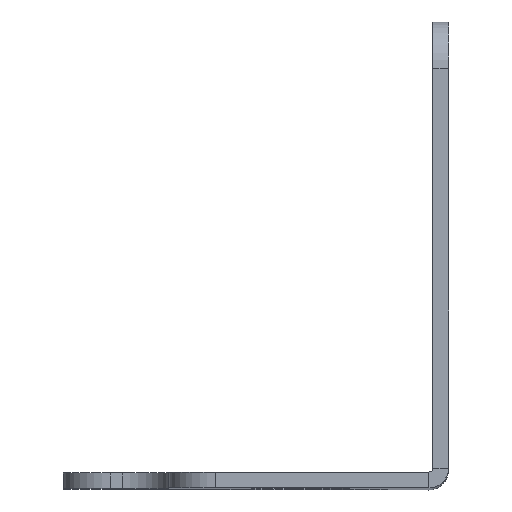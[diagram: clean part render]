
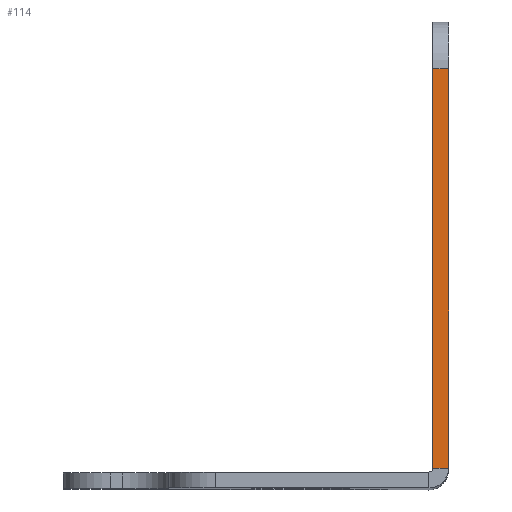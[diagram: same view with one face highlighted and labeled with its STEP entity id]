
A CAD part, top view. The second image highlights one B-rep face of the part: STEP entity #114.
In plain terms, the highlighted planar face has unit normal (0, 0, 1).
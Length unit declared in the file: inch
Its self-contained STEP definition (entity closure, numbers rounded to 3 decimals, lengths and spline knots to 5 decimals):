
#84 = EDGE_CURVE ( 'NONE', #1465, #1516, #1683, .T. ) ;
#114 = ADVANCED_FACE ( 'NONE', ( #1487 ), #1790, .T. ) ;
#123 = EDGE_CURVE ( 'NONE', #1516, #1518, #1508, .T. ) ;
#210 = EDGE_CURVE ( 'NONE', #1853, #1518, #432, .T. ) ;
#213 = EDGE_CURVE ( 'NONE', #1853, #1465, #395, .T. ) ;
#395 = LINE ( 'NONE', #436, #872 ) ;
#429 = CARTESIAN_POINT ( 'NONE',  ( -0.034, 0.61, 1.3 ) ) ;
#430 = DIRECTION ( 'NONE',  ( 0., -1., 0. ) ) ;
#432 = LINE ( 'NONE', #429, #946 ) ;
#436 = CARTESIAN_POINT ( 'NONE',  ( -0.034, 0.61, 1.3 ) ) ;
#443 = DIRECTION ( 'NONE',  ( 1., 0., 0. ) ) ;
#527 = CARTESIAN_POINT ( 'NONE',  ( 0., 0.61, 1.3 ) ) ;
#533 = CARTESIAN_POINT ( 'NONE',  ( 0., -0.248, 1.3 ) ) ;
#537 = CARTESIAN_POINT ( 'NONE',  ( -0.034, -0.248, 1.3 ) ) ;
#686 = CARTESIAN_POINT ( 'NONE',  ( -0.034, 0.61, 1.3 ) ) ;
#834 = AXIS2_PLACEMENT_3D ( 'NONE', #1315, #1490, #1406 ) ;
#850 = VECTOR ( 'NONE', #1242, 39.37008 ) ;
#872 = VECTOR ( 'NONE', #443, 39.37008 ) ;
#946 = VECTOR ( 'NONE', #430, 39.37008 ) ;
#1017 = VECTOR ( 'NONE', #1688, 39.37008 ) ;
#1101 = CARTESIAN_POINT ( 'NONE',  ( 0., 0.61, 1.3 ) ) ;
#1119 = ORIENTED_EDGE ( 'NONE', *, *, #84, .F. ) ;
#1178 = ORIENTED_EDGE ( 'NONE', *, *, #210, .T. ) ;
#1242 = DIRECTION ( 'NONE',  ( -1., 0., 0. ) ) ;
#1309 = EDGE_LOOP ( 'NONE', ( #1911, #1119, #1641, #1178 ) ) ;
#1315 = CARTESIAN_POINT ( 'NONE',  ( -0.034, 0.61, 1.3 ) ) ;
#1406 = DIRECTION ( 'NONE',  ( 0., -1., 0. ) ) ;
#1465 = VERTEX_POINT ( 'NONE', #527 ) ;
#1487 = FACE_OUTER_BOUND ( 'NONE', #1309, .T. ) ;
#1490 = DIRECTION ( 'NONE',  ( 0., 0., 1. ) ) ;
#1501 = CARTESIAN_POINT ( 'NONE',  ( -0.034, -0.248, 1.3 ) ) ;
#1508 = LINE ( 'NONE', #1501, #850 ) ;
#1516 = VERTEX_POINT ( 'NONE', #533 ) ;
#1518 = VERTEX_POINT ( 'NONE', #537 ) ;
#1641 = ORIENTED_EDGE ( 'NONE', *, *, #213, .F. ) ;
#1683 = LINE ( 'NONE', #1101, #1017 ) ;
#1688 = DIRECTION ( 'NONE',  ( 0., -1., 0. ) ) ;
#1790 = PLANE ( 'NONE',  #834 ) ;
#1853 = VERTEX_POINT ( 'NONE', #686 ) ;
#1911 = ORIENTED_EDGE ( 'NONE', *, *, #123, .F. ) ;
